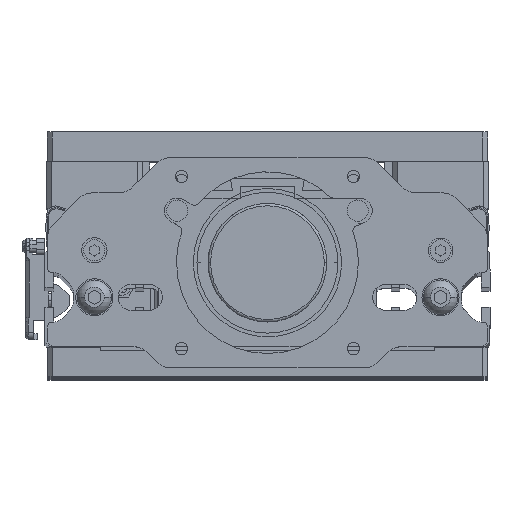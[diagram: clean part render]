
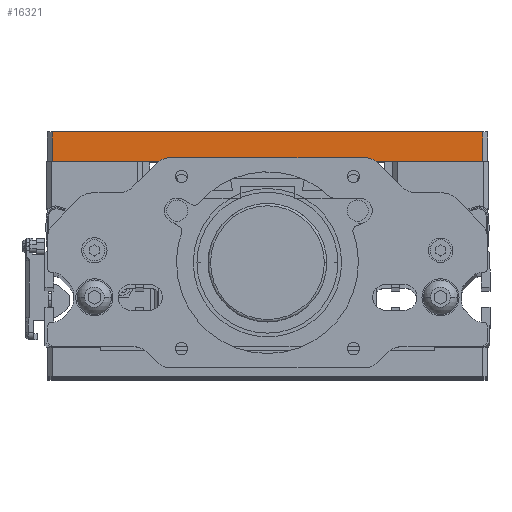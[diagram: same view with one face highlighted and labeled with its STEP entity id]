
A CAD part, top view. The second image highlights one B-rep face of the part: STEP entity #16321.
In plain terms, the highlighted planar face has unit normal (0, 0, 1).
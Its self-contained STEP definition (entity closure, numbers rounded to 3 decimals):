
#2493 = VERTEX_POINT ( 'NONE', #21723 ) ;
#3780 = CARTESIAN_POINT ( 'NONE',  ( 87., 100., 270. ) ) ;
#9602 = CARTESIAN_POINT ( 'NONE',  ( -87., 88., 270. ) ) ;
#9845 = LINE ( 'NONE', #48901, #38735 ) ;
#12658 = DIRECTION ( 'NONE',  ( 1., 0., 0. ) ) ;
#15349 = LINE ( 'NONE', #9602, #46600 ) ;
#16014 = VECTOR ( 'NONE', #69010, 1000. ) ;
#16321 = ADVANCED_FACE ( 'NONE', ( #50651 ), #25511, .T. ) ;
#16669 = EDGE_CURVE ( 'NONE', #40905, #18063, #9845, .T. ) ;
#18063 = VERTEX_POINT ( 'NONE', #76485 ) ;
#19996 = ORIENTED_EDGE ( 'NONE', *, *, #61318, .F. ) ;
#21723 = CARTESIAN_POINT ( 'NONE',  ( -87., 100., 270. ) ) ;
#22579 = CARTESIAN_POINT ( 'NONE',  ( -87., 100., 270. ) ) ;
#25511 = PLANE ( 'NONE',  #43964 ) ;
#28999 = LINE ( 'NONE', #29419, #64316 ) ;
#29419 = CARTESIAN_POINT ( 'NONE',  ( 87., 88., 270. ) ) ;
#30940 = ORIENTED_EDGE ( 'NONE', *, *, #70396, .F. ) ;
#33455 = CARTESIAN_POINT ( 'NONE',  ( -87., 88., 270. ) ) ;
#34231 = EDGE_LOOP ( 'NONE', ( #30940, #19996, #79114, #68155 ) ) ;
#38735 = VECTOR ( 'NONE', #12658, 1000. ) ;
#40905 = VERTEX_POINT ( 'NONE', #33455 ) ;
#43964 = AXIS2_PLACEMENT_3D ( 'NONE', #69564, #51050, #76160 ) ;
#46600 = VECTOR ( 'NONE', #53668, 1000. ) ;
#48901 = CARTESIAN_POINT ( 'NONE',  ( -87., 88., 270. ) ) ;
#50651 = FACE_OUTER_BOUND ( 'NONE', #34231, .T. ) ;
#51050 = DIRECTION ( 'NONE',  ( 0., 0., 1. ) ) ;
#51907 = EDGE_CURVE ( 'NONE', #18063, #67517, #28999, .T. ) ;
#53668 = DIRECTION ( 'NONE',  ( 0., 1., 0. ) ) ;
#59096 = DIRECTION ( 'NONE',  ( 0., 1., 0. ) ) ;
#61318 = EDGE_CURVE ( 'NONE', #40905, #2493, #15349, .T. ) ;
#64316 = VECTOR ( 'NONE', #59096, 1000. ) ;
#67517 = VERTEX_POINT ( 'NONE', #3780 ) ;
#68155 = ORIENTED_EDGE ( 'NONE', *, *, #51907, .T. ) ;
#69010 = DIRECTION ( 'NONE',  ( 1., 0., 0. ) ) ;
#69564 = CARTESIAN_POINT ( 'NONE',  ( -87., 88., 270. ) ) ;
#70396 = EDGE_CURVE ( 'NONE', #2493, #67517, #79051, .T. ) ;
#76160 = DIRECTION ( 'NONE',  ( 1., 0., 0. ) ) ;
#76485 = CARTESIAN_POINT ( 'NONE',  ( 87., 88., 270. ) ) ;
#79051 = LINE ( 'NONE', #22579, #16014 ) ;
#79114 = ORIENTED_EDGE ( 'NONE', *, *, #16669, .T. ) ;
